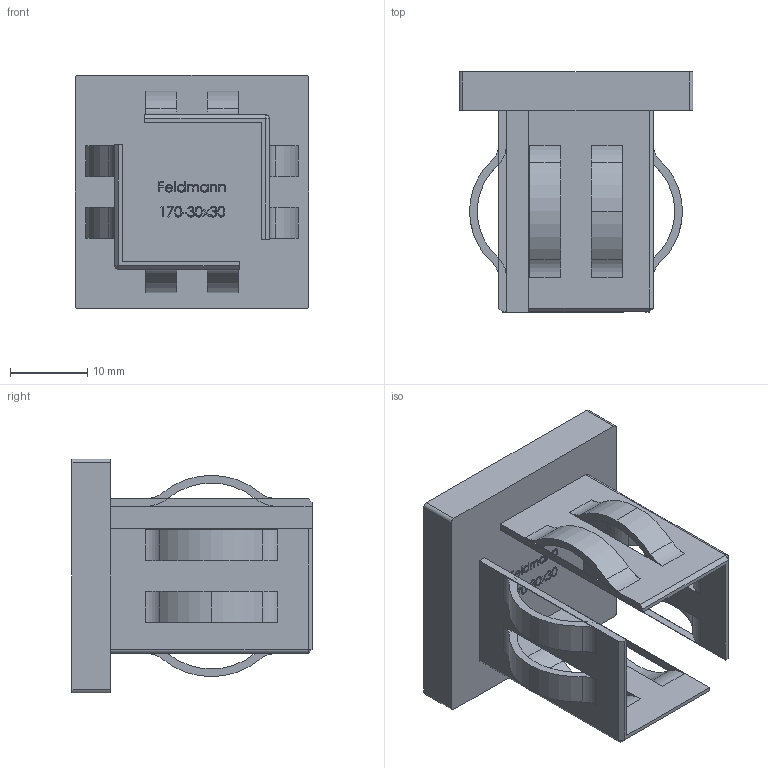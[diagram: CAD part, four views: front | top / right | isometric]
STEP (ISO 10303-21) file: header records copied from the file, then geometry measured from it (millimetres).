
FILE_DESCRIPTION (( 'STEP AP203' ), '1' );
FILE_NAME ('170-30x30.step', '2019-09-16T11:01:36', ( '' ), ( '' ), 'SwSTEP 2.0', 'SolidWorks 2015', '' );
FILE_SCHEMA (( 'CONFIG_CONTROL_DESIGN' ));
Length unit declared in the file: millimetre
Products named in the file (1): 170-30x30
Bounding box: 30.2 x 31 x 30.2 mm (x, y, z)
Volume: 6226.3 mm3; surface area: 6319 mm2
Topology: 1 solids, 1 shells, 334 faces, 933 edges, 608 vertices
Faces by surface type: plane 167, bspline 103, cylinder 62, cone 2
Entity records: 16582 total; most frequent: CARTESIAN_POINT 8449, ORIENTED_EDGE 1862, DIRECTION 1345, EDGE_CURVE 931, VERTEX_POINT 608, VECTOR 569, LINE 569, AXIS2_PLACEMENT_3D 388
